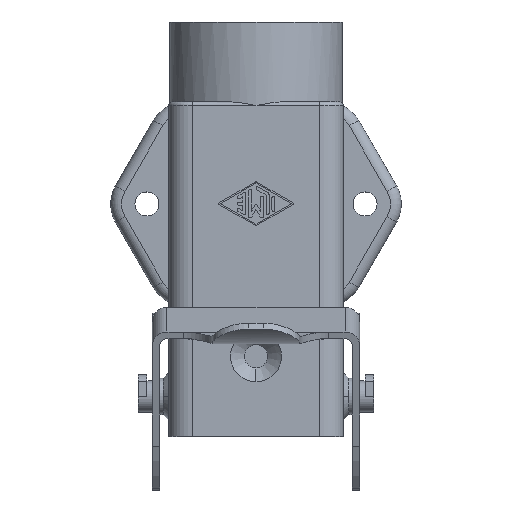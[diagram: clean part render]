
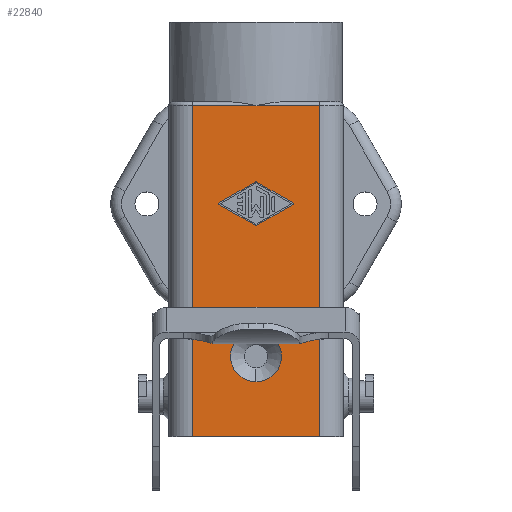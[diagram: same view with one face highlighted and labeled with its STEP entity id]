
A CAD part, top view. The second image highlights one B-rep face of the part: STEP entity #22840.
In plain terms, the highlighted face is planar.
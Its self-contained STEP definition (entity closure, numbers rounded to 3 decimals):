
#1170=CARTESIAN_POINT('',(0.2,27.8,0.));
#1180=VERTEX_POINT('',#1170);
#1210=CARTESIAN_POINT('',(-3.,27.8,0.));
#1220=DIRECTION('',(1.,0.,0.));
#1230=VECTOR('',#1220,1.);
#1240=LINE('',#1210,#1230);
#1250=CARTESIAN_POINT('',(17.8,27.8,0.));
#1260=VERTEX_POINT('',#1250);
#1270=EDGE_CURVE('',#1180,#1260,#1240,.T.);
#4640=CARTESIAN_POINT('',(9.,27.8,-45.5));
#4650=VERTEX_POINT('',#4640);
#4830=CARTESIAN_POINT('',(17.8,27.8,-45.5));
#4840=VERTEX_POINT('',#4830);
#4870=CARTESIAN_POINT('',(0.,27.8,-45.5));
#4880=DIRECTION('',(1.,0.,0.));
#4890=VECTOR('',#4880,1.);
#4900=LINE('',#4870,#4890);
#4910=EDGE_CURVE('',#4650,#4840,#4900,.T.);
#7330=CARTESIAN_POINT('',(0.2,27.8,-45.5));
#7340=VERTEX_POINT('',#7330);
#7350=EDGE_CURVE('',#7340,#4650,#4900,.T.);
#21770=CARTESIAN_POINT('',(-3.,27.8,0.));
#21780=DIRECTION('',(-0.,-1.,-0.));
#21790=DIRECTION('',(-1.,0.,0.));
#21800=AXIS2_PLACEMENT_3D('',#21770,#21780,#21790);
#21810=PLANE('',#21800);
#21820=ORIENTED_EDGE('',*,*,#1270,.T.);
#21830=CARTESIAN_POINT('',(0.2,27.8,0.));
#21840=DIRECTION('',(0.,0.,-1.));
#21850=VECTOR('',#21840,1.);
#21860=LINE('',#21830,#21850);
#21870=EDGE_CURVE('',#1180,#7340,#21860,.T.);
#21880=ORIENTED_EDGE('',*,*,#21870,.F.);
#21890=ORIENTED_EDGE('',*,*,#7350,.F.);
#21900=ORIENTED_EDGE('',*,*,#4910,.F.);
#21910=CARTESIAN_POINT('',(17.8,27.8,0.));
#21920=DIRECTION('',(0.,0.,-1.));
#21930=VECTOR('',#21920,1.);
#21940=LINE('',#21910,#21930);
#21950=EDGE_CURVE('',#1260,#4840,#21940,.T.);
#21960=ORIENTED_EDGE('',*,*,#21950,.T.);
#21970=EDGE_LOOP('',(#21960,#21900,#21890,#21880,#21820));
#21980=FACE_OUTER_BOUND('',#21970,.T.);
#21990=CARTESIAN_POINT('',(9.,27.8,-11.));
#22000=DIRECTION('',(0.,-1.,0.));
#22010=DIRECTION('',(0.,0.,1.));
#22020=AXIS2_PLACEMENT_3D('',#21990,#22000,#22010);
#22030=CIRCLE('',#22020,3.5);
#22040=CARTESIAN_POINT('',(9.,27.8,-7.5));
#22050=VERTEX_POINT('',#22040);
#22060=CARTESIAN_POINT('',(9.,27.8,-14.5));
#22070=VERTEX_POINT('',#22060);
#22080=EDGE_CURVE('',#22050,#22070,#22030,.T.);
#22090=ORIENTED_EDGE('',*,*,#22080,.T.);
#22100=EDGE_CURVE('',#22070,#22050,#22030,.T.);
#22110=ORIENTED_EDGE('',*,*,#22100,.T.);
#22120=EDGE_LOOP('',(#22110,#22090));
#22130=FACE_BOUND('',#22120,.T.);
#22140=CARTESIAN_POINT('',(14.1,27.8,-32.));
#22150=DIRECTION('',(0.,1.,0.));
#22160=DIRECTION('',(-1.,0.,0.));
#22170=AXIS2_PLACEMENT_3D('',#22140,#22150,#22160);
#22180=CIRCLE('',#22170,0.1);
#22190=CARTESIAN_POINT('',(14.15,27.8,-31.913));
#22200=VERTEX_POINT('',#22190);
#22210=CARTESIAN_POINT('',(14.15,27.8,-32.087));
#22220=VERTEX_POINT('',#22210);
#22230=EDGE_CURVE('',#22200,#22220,#22180,.T.);
#22240=ORIENTED_EDGE('',*,*,#22230,.F.);
#22250=CARTESIAN_POINT('',(0.,27.8,-40.175));
#22260=DIRECTION('',(0.868,0.,0.496));
#22270=VECTOR('',#22260,1.);
#22280=LINE('',#22250,#22270);
#22290=CARTESIAN_POINT('',(9.099,27.8,-34.974));
#22300=VERTEX_POINT('',#22290);
#22310=EDGE_CURVE('',#22300,#22220,#22280,.T.);
#22320=ORIENTED_EDGE('',*,*,#22310,.T.);
#22330=CARTESIAN_POINT('',(9.,27.8,-34.8));
#22340=DIRECTION('',(0.,1.,0.));
#22350=DIRECTION('',(-1.,0.,0.));
#22360=AXIS2_PLACEMENT_3D('',#22330,#22340,#22350);
#22370=CIRCLE('',#22360,0.2);
#22380=CARTESIAN_POINT('',(8.901,27.8,-34.974));
#22390=VERTEX_POINT('',#22380);
#22400=EDGE_CURVE('',#22300,#22390,#22370,.T.);
#22410=ORIENTED_EDGE('',*,*,#22400,.F.);
#22420=CARTESIAN_POINT('',(0.,27.8,-29.886));
#22430=DIRECTION('',(0.868,0.,-0.496));
#22440=VECTOR('',#22430,1.);
#22450=LINE('',#22420,#22440);
#22460=CARTESIAN_POINT('',(3.85,27.8,-32.087));
#22470=VERTEX_POINT('',#22460);
#22480=EDGE_CURVE('',#22470,#22390,#22450,.T.);
#22490=ORIENTED_EDGE('',*,*,#22480,.T.);
#22500=CARTESIAN_POINT('',(3.9,27.8,-32.));
#22510=DIRECTION('',(0.,1.,0.));
#22520=DIRECTION('',(-1.,0.,0.));
#22530=AXIS2_PLACEMENT_3D('',#22500,#22510,#22520);
#22540=CIRCLE('',#22530,0.1);
#22550=CARTESIAN_POINT('',(3.85,27.8,-31.913));
#22560=VERTEX_POINT('',#22550);
#22570=EDGE_CURVE('',#22470,#22560,#22540,.T.);
#22580=ORIENTED_EDGE('',*,*,#22570,.F.);
#22590=CARTESIAN_POINT('',(0.,27.8,-34.114));
#22600=DIRECTION('',(-0.868,0.,-0.496));
#22610=VECTOR('',#22600,1.);
#22620=LINE('',#22590,#22610);
#22630=CARTESIAN_POINT('',(8.901,27.8,-29.026));
#22640=VERTEX_POINT('',#22630);
#22650=EDGE_CURVE('',#22640,#22560,#22620,.T.);
#22660=ORIENTED_EDGE('',*,*,#22650,.T.);
#22670=CARTESIAN_POINT('',(9.,27.8,-29.2));
#22680=DIRECTION('',(0.,1.,0.));
#22690=DIRECTION('',(-1.,0.,0.));
#22700=AXIS2_PLACEMENT_3D('',#22670,#22680,#22690);
#22710=CIRCLE('',#22700,0.2);
#22720=CARTESIAN_POINT('',(9.099,27.8,-29.026));
#22730=VERTEX_POINT('',#22720);
#22740=EDGE_CURVE('',#22640,#22730,#22710,.T.);
#22750=ORIENTED_EDGE('',*,*,#22740,.F.);
#22760=CARTESIAN_POINT('',(0.,27.8,-23.825));
#22770=DIRECTION('',(-0.868,0.,0.496));
#22780=VECTOR('',#22770,1.);
#22790=LINE('',#22760,#22780);
#22800=EDGE_CURVE('',#22200,#22730,#22790,.T.);
#22810=ORIENTED_EDGE('',*,*,#22800,.T.);
#22820=EDGE_LOOP('',(#22810,#22750,#22660,#22580,#22490,#22410,#22320,
#22240));
#22830=FACE_BOUND('',#22820,.T.);
#22840=ADVANCED_FACE('',(#21980,#22130,#22830),#21810,.F.);
